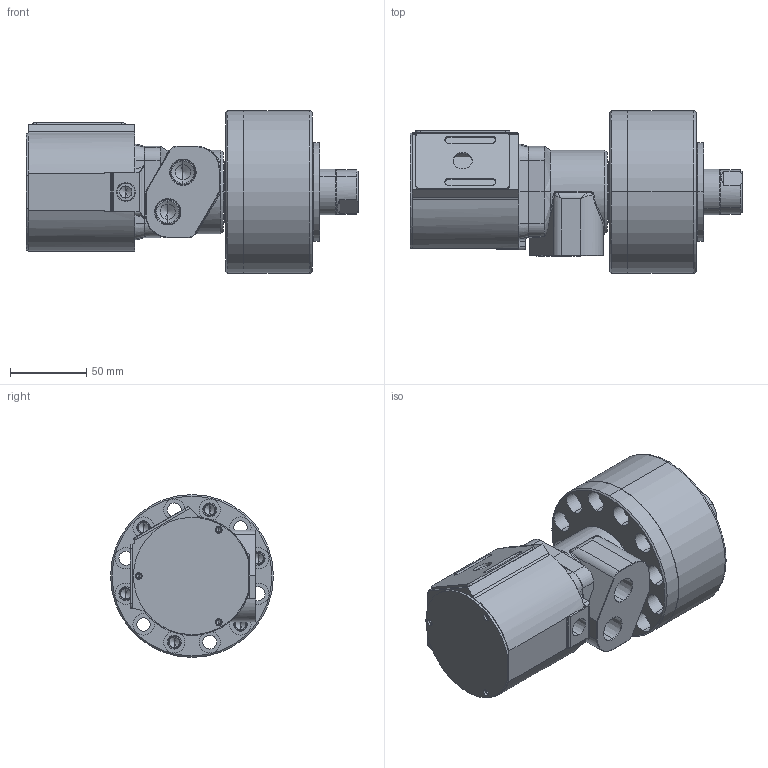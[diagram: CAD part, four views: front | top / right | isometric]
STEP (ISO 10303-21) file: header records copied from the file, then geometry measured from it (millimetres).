
FILE_DESCRIPTION (( 'STEP AP203' ), '1' );
FILE_NAME ('CF-RS-75N.STEP', '2016-05-25T09:06:14', ( 'temp' ), ( '' ), 'SwSTEP 2.0', 'SolidWorks 2015', '' );
FILE_SCHEMA (( 'CONFIG_CONTROL_DESIGN' ));
Length unit declared in the file: millimetre
Products named in the file (8): CF-RS-100 感應器定位板; CF-RS-75 活塞; RS-75N 閥軸; CF-RS-100行控盒; CF-RK-75缸體; CF-RS-100 行控盒蓋板; CF-RK-100閥體(小); CF-RS-75N
Assembly tree (8 placements, depth 2):
  CF-RS-75N
    CF-RS-100行控盒
    CF-RS-100 行控盒蓋板
    CF-RS-100 感應器定位板  x2
    CF-RS-75 活塞
    RS-75N 閥軸
    CF-RK-75缸體
    CF-RK-100閥體(小)
Bounding box: 218.1 x 107 x 107 mm (x, y, z)
Volume: 965729.2 mm3; surface area: 183009.3 mm2
Topology: 8 solids, 8 shells, 524 faces, 1242 edges, 750 vertices
Faces by surface type: cylinder 239, plane 148, cone 105, bspline 17, torus 15
Entity records: 15956 total; most frequent: CARTESIAN_POINT 3448, DIRECTION 2621, ORIENTED_EDGE 2258, EDGE_CURVE 1129, AXIS2_PLACEMENT_3D 1053, VERTEX_POINT 710, EDGE_LOOP 623, CIRCLE 557
